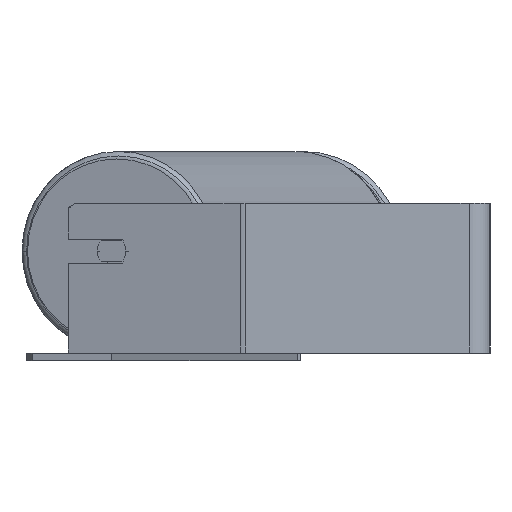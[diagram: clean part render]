
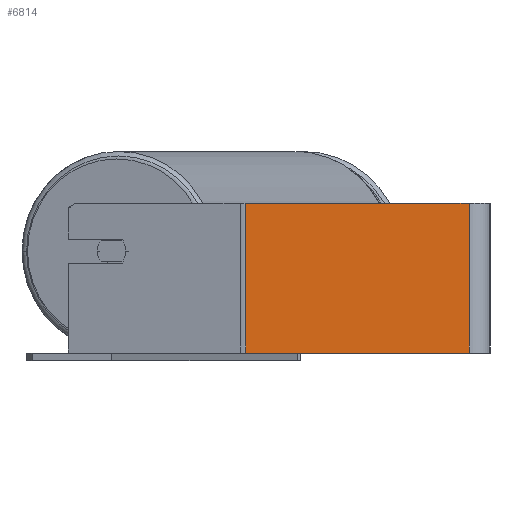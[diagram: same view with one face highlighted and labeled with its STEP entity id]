
A CAD part, left-side view. The second image highlights one B-rep face of the part: STEP entity #6814.
In plain terms, the highlighted planar face has unit normal (-1, 0, 0).
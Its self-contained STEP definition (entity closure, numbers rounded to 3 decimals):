
#15 = VERTEX_POINT ( 'NONE', #8523 ) ;
#41 = DIRECTION ( 'NONE',  ( 0., 0., -1. ) ) ;
#111 = EDGE_CURVE ( 'NONE', #3835, #15, #2696, .T. ) ;
#398 = EDGE_LOOP ( 'NONE', ( #5798, #1343, #6728, #458 ) ) ;
#458 = ORIENTED_EDGE ( 'NONE', *, *, #2089, .T. ) ;
#734 = DIRECTION ( 'NONE',  ( 0., -1., 0. ) ) ;
#907 = VECTOR ( 'NONE', #1594, 1000. ) ;
#1343 = ORIENTED_EDGE ( 'NONE', *, *, #2272, .F. ) ;
#1487 = VERTEX_POINT ( 'NONE', #7033 ) ;
#1594 = DIRECTION ( 'NONE',  ( 0., 0., -1. ) ) ;
#2089 = EDGE_CURVE ( 'NONE', #3835, #5512, #5856, .T. ) ;
#2272 = EDGE_CURVE ( 'NONE', #15, #1487, #5317, .T. ) ;
#2287 = DIRECTION ( 'NONE',  ( 1., 0., 0. ) ) ;
#2480 = AXIS2_PLACEMENT_3D ( 'NONE', #8191, #2287, #8054 ) ;
#2696 = LINE ( 'NONE', #2749, #6023 ) ;
#2749 = CARTESIAN_POINT ( 'NONE',  ( -755., 164.981, 50. ) ) ;
#2922 = LINE ( 'NONE', #3008, #5017 ) ;
#3008 = CARTESIAN_POINT ( 'NONE',  ( -755., 164.981, -50. ) ) ;
#3179 = VECTOR ( 'NONE', #41, 1000. ) ;
#3700 = FACE_OUTER_BOUND ( 'NONE', #398, .T. ) ;
#3747 = CARTESIAN_POINT ( 'NONE',  ( -755., 163.138, -50. ) ) ;
#3792 = EDGE_CURVE ( 'NONE', #5512, #1487, #2922, .T. ) ;
#3793 = PLANE ( 'NONE',  #2480 ) ;
#3835 = VERTEX_POINT ( 'NONE', #8069 ) ;
#4878 = DIRECTION ( 'NONE',  ( 0., -1., 0. ) ) ;
#5017 = VECTOR ( 'NONE', #734, 1000. ) ;
#5317 = LINE ( 'NONE', #8659, #3179 ) ;
#5512 = VERTEX_POINT ( 'NONE', #3747 ) ;
#5798 = ORIENTED_EDGE ( 'NONE', *, *, #3792, .T. ) ;
#5856 = LINE ( 'NONE', #8790, #907 ) ;
#6023 = VECTOR ( 'NONE', #4878, 1000. ) ;
#6728 = ORIENTED_EDGE ( 'NONE', *, *, #111, .F. ) ;
#6814 = ADVANCED_FACE ( 'NONE', ( #3700 ), #3793, .F. ) ;
#7033 = CARTESIAN_POINT ( 'NONE',  ( -755., 14., -50. ) ) ;
#8054 = DIRECTION ( 'NONE',  ( 0., 0., -1. ) ) ;
#8069 = CARTESIAN_POINT ( 'NONE',  ( -755., 163.138, 50. ) ) ;
#8191 = CARTESIAN_POINT ( 'NONE',  ( -755., 164.981, 50. ) ) ;
#8523 = CARTESIAN_POINT ( 'NONE',  ( -755., 14., 50. ) ) ;
#8659 = CARTESIAN_POINT ( 'NONE',  ( -755., 14., 50. ) ) ;
#8790 = CARTESIAN_POINT ( 'NONE',  ( -755., 163.138, 50. ) ) ;
